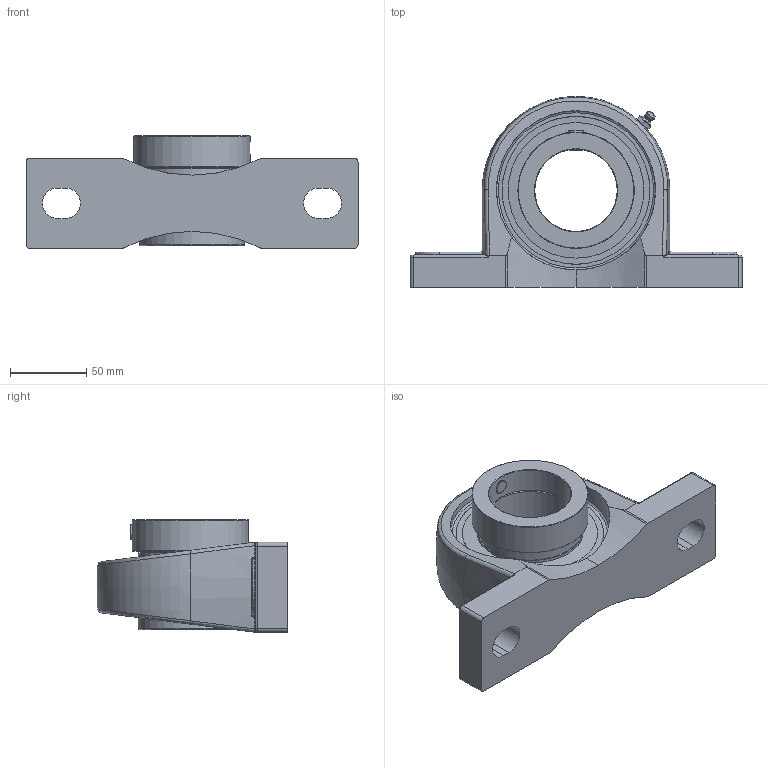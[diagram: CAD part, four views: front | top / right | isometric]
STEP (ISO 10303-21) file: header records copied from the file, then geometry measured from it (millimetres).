
FILE_DESCRIPTION(('HOOPS Exchange Step'),'2;1');
FILE_NAME('export-50715965-A1C4-4366-AD16-93991F224412.stp','2019-12-13T13:59:50-08:00',('ibuslach'),('Alibre'),'HOOPS Exchange 2019.2','Alibre','Unknown authorisation');
FILE_SCHEMA( ('AP242_MANAGED_MODEL_BASED_3D_ENGINEERING_MIM_LF {1 0 10303 442 1 1 4 }') );
Length unit declared in the file: centimetre
Products named in the file (8): MRN SP 211; UCP ZERK 8mm; SHC 211-34 RACE; SHC 211-34 COLLAR; SHC 211-34 SHIELD; SHC 211 SS; MRN SHC 211-34; MRN SHCP 211-34
Assembly tree (7 placements, depth 3):
  MRN SHCP 211-34
    MRN SP 211
    UCP ZERK 8mm
    MRN SHC 211-34
      SHC 211-34 RACE
      SHC 211-34 COLLAR
      SHC 211-34 SHIELD
      SHC 211 SS
Bounding box: 217.5 x 124.91 x 73.76 mm (x, y, z)
Volume: 532837.3 mm3; surface area: 136019.2 mm2
Topology: 22 solids, 22 shells, 247 faces, 656 edges, 421 vertices
Faces by surface type: cylinder 74, plane 67, cone 32, torus 29, sphere 23, bspline 22
Full cylindrical faces by diameter (mm): 2.263 x2, 8 x2, 9.525 x3, 53.975 x2, 64.973 x2, 68.58 x4, 69.596 x2, 76.2 x1, 87.884 x2, 88.9 x4, 104.224 x2
Entity records: 16548 total; most frequent: CARTESIAN_POINT 10408, DIRECTION 1263, ORIENTED_EDGE 1238, EDGE_CURVE 619, AXIS2_PLACEMENT_3D 534, VERTEX_POINT 421, EDGE_LOOP 276, FACE_BOUND 276
